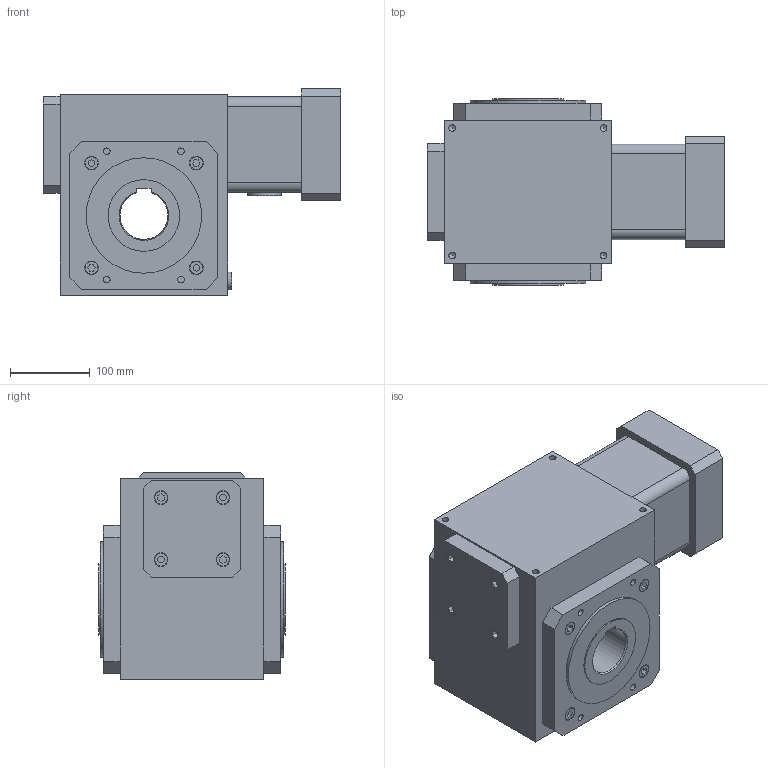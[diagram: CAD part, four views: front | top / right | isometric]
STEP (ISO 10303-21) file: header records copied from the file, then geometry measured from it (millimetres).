
FILE_DESCRIPTION(/* description */ ('Unknown'),/* implementation_level */ '2;1');
FILE_NAME(/* name */ 'W089020.SKHS03GLQER-',/* time_stamp */ '2024-09-11T08:01:06-04:00',/* author */ ('Unknown'),/* organization */ ('Unknown'),/* preprocessor_version */ 'ST-DEVELOPER v18.1',/* originating_system */ 'Solid Edge',/* authorisation */ 'Unknown');
FILE_SCHEMA (('AUTOMOTIVE_DESIGN {1 0 10303 214 3 1 1}'));
Length unit declared in the file: millimetre
Products named in the file (7): W089020.SKHS03GLQER-; 89WS-1-CP; 89WM-M20-CP; RG35K-R; MP2GLQE-CP; 89WM-OUTH-60; 89WS-WCAP
Assembly tree (7 placements, depth 2):
  W089020.SKHS03GLQER-
    89WS-1-CP
    89WM-M20-CP
    RG35K-R
    MP2GLQE-CP
    89WM-OUTH-60  x2
    89WS-WCAP
Bounding box: 373.38 x 234 x 258.83 mm (x, y, z)
Volume: 12249975.4 mm3; surface area: 863552.9 mm2
Topology: 7 solids, 7 shells, 399 faces, 951 edges, 635 vertices
Faces by surface type: plane 262, cylinder 116, cone 21
Full cylindrical faces by diameter (mm): 6.647 x4, 8.376 x28, 8.5 x2, 10 x8, 16 x16, 17.25 x16, 21.9 x1, 28.009 x1, 37.84 x1, 40 x4, 85 x1, 89.89 x5, 90.053 x1, 130 x1, 144.935 x2
Entity records: 10619 total; most frequent: CARTESIAN_POINT 1596, DIRECTION 1502, ORIENTED_EDGE 1302, EDGE_CURVE 651, AXIS2_PLACEMENT_3D 525, FACE_BOUND 511, EDGE_LOOP 497, VERTEX_POINT 494
